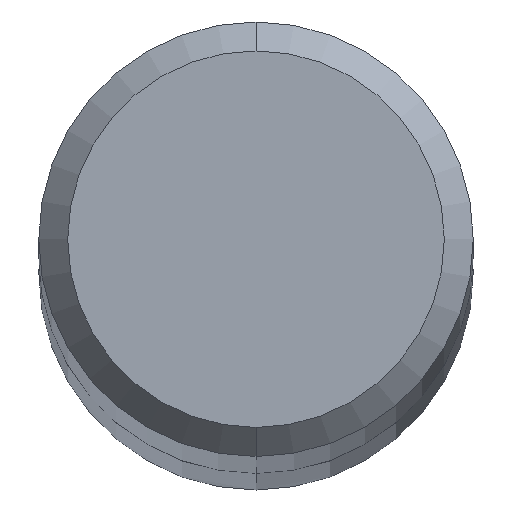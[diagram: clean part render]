
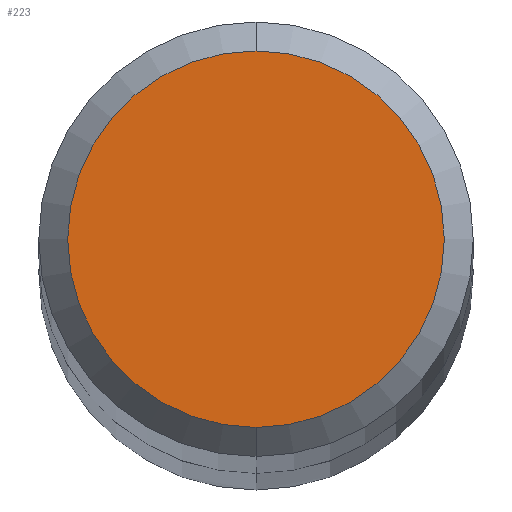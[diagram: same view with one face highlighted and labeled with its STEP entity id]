
A CAD part, top view. The second image highlights one B-rep face of the part: STEP entity #223.
In plain terms, the highlighted planar face has unit normal (0, 0, 1).
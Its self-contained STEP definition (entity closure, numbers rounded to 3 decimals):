
#167=VERTEX_POINT('',#428);
#205=EDGE_CURVE('',#219,#167,#470,.T.);
#219=VERTEX_POINT('',#484);
#223=ADVANCED_FACE('',(#488),#489,.T.);
#291=EDGE_CURVE('',#167,#219,#561,.T.);
#428=CARTESIAN_POINT('',(0.0,1.95,98.0));
#470=CIRCLE('',#796,1.95);
#484=CARTESIAN_POINT('',(0.,-1.95,98.0));
#488=FACE_OUTER_BOUND('',#831,.T.);
#489=PLANE('',#832);
#561=CIRCLE('',#1023,1.95);
#796=AXIS2_PLACEMENT_3D('',#1356,#1357,#1358);
#831=EDGE_LOOP('',(#1367,#1368));
#832=AXIS2_PLACEMENT_3D('',#1369,#1370,#1371);
#1023=AXIS2_PLACEMENT_3D('',#1424,#1425,#1426);
#1356=CARTESIAN_POINT('',(0.0,0.0,98.0));
#1357=DIRECTION('',(0.0,0.0,-1.0));
#1358=DIRECTION('',(0.0,1.0,0.0));
#1367=ORIENTED_EDGE('',*,*,#291,.F.);
#1368=ORIENTED_EDGE('',*,*,#205,.F.);
#1369=CARTESIAN_POINT('',(0.0,0.975,98.0));
#1370=DIRECTION('',(-0.0,0.0,1.0));
#1371=DIRECTION('',(0.0,-1.0,0.0));
#1424=CARTESIAN_POINT('',(0.0,0.0,98.0));
#1425=DIRECTION('',(0.0,0.0,-1.0));
#1426=DIRECTION('',(0.0,1.0,0.0));
